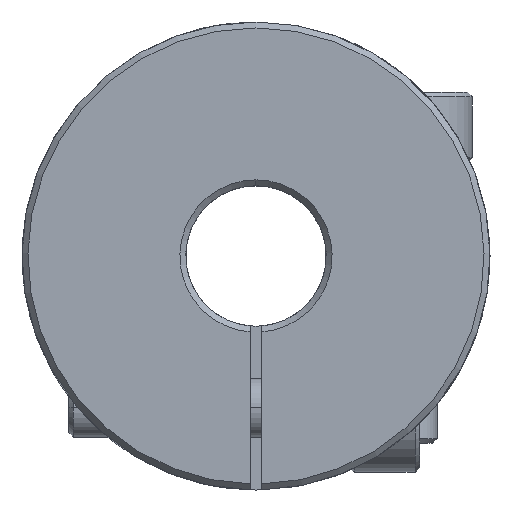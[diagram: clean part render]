
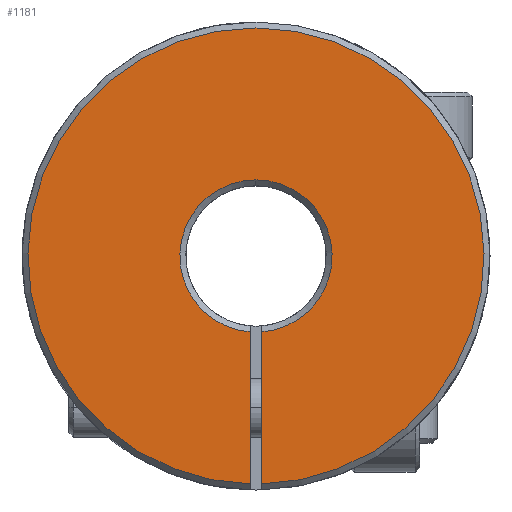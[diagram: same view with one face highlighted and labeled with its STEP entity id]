
A CAD part, left-side view. The second image highlights one B-rep face of the part: STEP entity #1181.
In plain terms, the highlighted planar face has unit normal (-1, 0, 0).
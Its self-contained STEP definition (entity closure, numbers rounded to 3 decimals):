
#288 = VERTEX_POINT ( 'NONE', #2988 ) ;
#289 = VERTEX_POINT ( 'NONE', #2989 ) ;
#331 = VERTEX_POINT ( 'NONE', #3031 ) ;
#332 = VERTEX_POINT ( 'NONE', #3032 ) ;
#333 = VERTEX_POINT ( 'NONE', #3033 ) ;
#1181 = ADVANCED_FACE ( 'NONE', ( #3527 ), #3422, .F. ) ;
#1287 = EDGE_CURVE ( 'NONE', #288, #332, #3712, .T. ) ;
#1292 = EDGE_CURVE ( 'NONE', #333, #289, #3709, .T. ) ;
#1297 = EDGE_CURVE ( 'NONE', #331, #333, #3727, .T. ) ;
#1298 = EDGE_CURVE ( 'NONE', #331, #332, #3725, .T. ) ;
#1510 = EDGE_CURVE ( 'NONE', #289, #288, #4588, .T. ) ;
#1607 = ORIENTED_EDGE ( 'NONE', *, *, #1298, .F. ) ;
#1608 = ORIENTED_EDGE ( 'NONE', *, *, #1297, .T. ) ;
#1609 = ORIENTED_EDGE ( 'NONE', *, *, #1292, .T. ) ;
#1610 = ORIENTED_EDGE ( 'NONE', *, *, #1510, .T. ) ;
#1611 = ORIENTED_EDGE ( 'NONE', *, *, #1287, .T. ) ;
#1626 = EDGE_LOOP ( 'NONE', ( #1607, #1608, #1609, #1610, #1611 ) ) ;
#2632 = AXIS2_PLACEMENT_3D ( 'NONE', #3418, #3425, #3426 ) ;
#2721 = AXIS2_PLACEMENT_3D ( 'NONE', #4034, #4104, #4105 ) ;
#2723 = AXIS2_PLACEMENT_3D ( 'NONE', #4128, #4133, #4134 ) ;
#2988 = CARTESIAN_POINT ( 'NONE',  ( -16.5, 0., 3.254 ) ) ;
#2989 = CARTESIAN_POINT ( 'NONE',  ( -16.5, 0.25, -3.244 ) ) ;
#3031 = CARTESIAN_POINT ( 'NONE',  ( -16.5, -0.25, -9.743 ) ) ;
#3032 = CARTESIAN_POINT ( 'NONE',  ( -16.5, -0.25, -3.244 ) ) ;
#3033 = CARTESIAN_POINT ( 'NONE',  ( -16.5, 0.25, -9.743 ) ) ;
#3418 = CARTESIAN_POINT ( 'NONE',  ( -16.5, 0., 0. ) ) ;
#3422 = PLANE ( 'NONE',  #2632 ) ;
#3425 = DIRECTION ( 'NONE',  ( 1., 0., 0. ) ) ;
#3426 = DIRECTION ( 'NONE',  ( 0., 0., -1. ) ) ;
#3527 = FACE_OUTER_BOUND ( 'NONE', #1626, .T. ) ;
#3709 = LINE ( 'NONE', #4119, #3717 ) ;
#3712 = CIRCLE ( 'NONE', #2721, 3.254 ) ;
#3717 = VECTOR ( 'NONE', #4120, 1000. ) ;
#3725 = LINE ( 'NONE', #4135, #3726 ) ;
#3726 = VECTOR ( 'NONE', #4136, 1000. ) ;
#3727 = CIRCLE ( 'NONE', #2723, 9.746 ) ;
#4034 = CARTESIAN_POINT ( 'NONE',  ( -16.5, 0., 0. ) ) ;
#4104 = DIRECTION ( 'NONE',  ( 1., 0., 0. ) ) ;
#4105 = DIRECTION ( 'NONE',  ( 0., 0., -1. ) ) ;
#4119 = CARTESIAN_POINT ( 'NONE',  ( -16.5, 0.25, -10. ) ) ;
#4120 = DIRECTION ( 'NONE',  ( 0., 0., 1. ) ) ;
#4128 = CARTESIAN_POINT ( 'NONE',  ( -16.5, 0., 0. ) ) ;
#4133 = DIRECTION ( 'NONE',  ( -1., 0., 0. ) ) ;
#4134 = DIRECTION ( 'NONE',  ( 0., 0., -1. ) ) ;
#4135 = CARTESIAN_POINT ( 'NONE',  ( -16.5, -0.25, -10. ) ) ;
#4136 = DIRECTION ( 'NONE',  ( 0., 0., 1. ) ) ;
#4588 = CIRCLE ( 'NONE', #5146, 3.254 ) ;
#5007 = CARTESIAN_POINT ( 'NONE',  ( -16.5, 0., 0. ) ) ;
#5009 = DIRECTION ( 'NONE',  ( 1., 0., 0. ) ) ;
#5010 = DIRECTION ( 'NONE',  ( 0., 0., -1. ) ) ;
#5146 = AXIS2_PLACEMENT_3D ( 'NONE', #5007, #5009, #5010 ) ;
